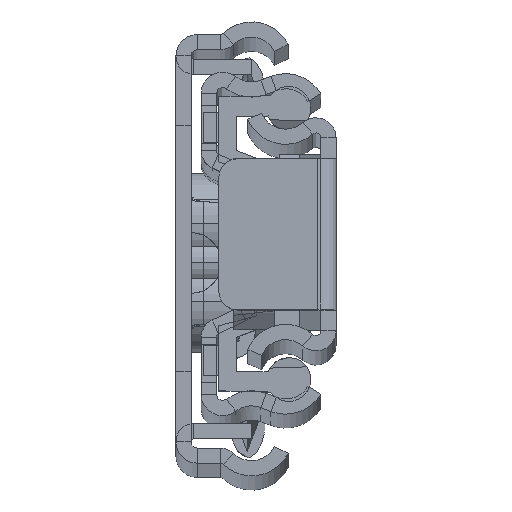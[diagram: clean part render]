
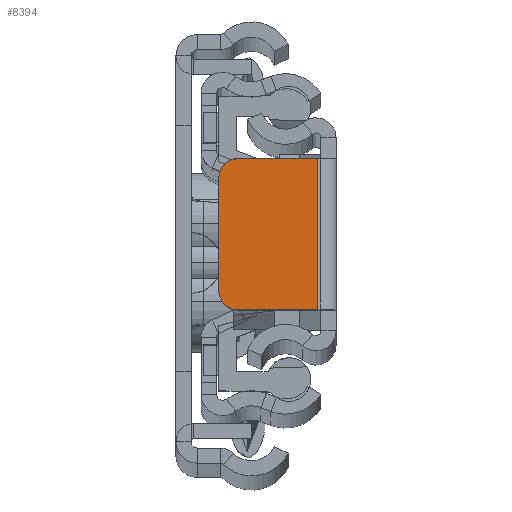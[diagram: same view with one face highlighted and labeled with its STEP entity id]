
A CAD part, top view. The second image highlights one B-rep face of the part: STEP entity #8394.
In plain terms, the highlighted planar face has unit normal (0, 0, 1).
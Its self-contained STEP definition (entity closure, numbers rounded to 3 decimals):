
#29 = VERTEX_POINT ( 'NONE', #21399 ) ;
#219 = CIRCLE ( 'NONE', #7812, 1.5 ) ;
#383 = DIRECTION ( 'NONE',  ( 0., 0., -1. ) ) ;
#1057 = VECTOR ( 'NONE', #8502, 1000. ) ;
#1745 = ORIENTED_EDGE ( 'NONE', *, *, #16013, .T. ) ;
#2323 = DIRECTION ( 'NONE',  ( 0., -1., 0. ) ) ;
#3212 = EDGE_CURVE ( 'NONE', #19839, #13475, #8839, .T. ) ;
#3981 = DIRECTION ( 'NONE',  ( -1., 0., 0. ) ) ;
#4845 = ORIENTED_EDGE ( 'NONE', *, *, #19349, .T. ) ;
#5035 = DIRECTION ( 'NONE',  ( 0., 0., 1. ) ) ;
#5178 = VECTOR ( 'NONE', #13509, 1000. ) ;
#5590 = VERTEX_POINT ( 'NONE', #18488 ) ;
#5691 = FACE_OUTER_BOUND ( 'NONE', #17735, .T. ) ;
#6092 = CIRCLE ( 'NONE', #17275, 1.5 ) ;
#6880 = VERTEX_POINT ( 'NONE', #7737 ) ;
#7016 = DIRECTION ( 'NONE',  ( -1., 0., 0. ) ) ;
#7737 = CARTESIAN_POINT ( 'NONE',  ( -7.8, 6., 0. ) ) ;
#7812 = AXIS2_PLACEMENT_3D ( 'NONE', #8600, #20901, #7016 ) ;
#7893 = CARTESIAN_POINT ( 'NONE',  ( -7.8, -6., 0. ) ) ;
#7941 = EDGE_CURVE ( 'NONE', #5590, #12959, #6092, .T. ) ;
#8394 = ADVANCED_FACE ( 'NONE', ( #5691 ), #21277, .F. ) ;
#8502 = DIRECTION ( 'NONE',  ( 0., -1., 0. ) ) ;
#8600 = CARTESIAN_POINT ( 'NONE',  ( -7.8, 4.5, 0. ) ) ;
#8839 = LINE ( 'NONE', #15727, #1057 ) ;
#9191 = EDGE_CURVE ( 'NONE', #29, #5590, #11255, .T. ) ;
#9719 = ORIENTED_EDGE ( 'NONE', *, *, #3212, .F. ) ;
#10453 = LINE ( 'NONE', #17245, #5178 ) ;
#10779 = AXIS2_PLACEMENT_3D ( 'NONE', #13119, #383, #3981 ) ;
#11255 = LINE ( 'NONE', #15892, #15507 ) ;
#11287 = VECTOR ( 'NONE', #22286, 1000. ) ;
#11902 = CARTESIAN_POINT ( 'NONE',  ( 0., 6., 0. ) ) ;
#11937 = DIRECTION ( 'NONE',  ( -1., 0., 0. ) ) ;
#12092 = CARTESIAN_POINT ( 'NONE',  ( -1.45, 6., 0. ) ) ;
#12959 = VERTEX_POINT ( 'NONE', #7893 ) ;
#13119 = CARTESIAN_POINT ( 'NONE',  ( 0., 0., 0. ) ) ;
#13153 = EDGE_CURVE ( 'NONE', #12959, #13475, #10453, .T. ) ;
#13475 = VERTEX_POINT ( 'NONE', #16445 ) ;
#13479 = ORIENTED_EDGE ( 'NONE', *, *, #13153, .T. ) ;
#13509 = DIRECTION ( 'NONE',  ( 1., 0., 0. ) ) ;
#14332 = ORIENTED_EDGE ( 'NONE', *, *, #7941, .T. ) ;
#15291 = LINE ( 'NONE', #11902, #11287 ) ;
#15507 = VECTOR ( 'NONE', #2323, 1000. ) ;
#15727 = CARTESIAN_POINT ( 'NONE',  ( -1.45, -6., 0. ) ) ;
#15892 = CARTESIAN_POINT ( 'NONE',  ( -9.3, 0., 0. ) ) ;
#16013 = EDGE_CURVE ( 'NONE', #6880, #29, #219, .T. ) ;
#16445 = CARTESIAN_POINT ( 'NONE',  ( -1.45, -6., 0. ) ) ;
#17245 = CARTESIAN_POINT ( 'NONE',  ( 0., -6., 0. ) ) ;
#17275 = AXIS2_PLACEMENT_3D ( 'NONE', #20515, #5035, #11937 ) ;
#17735 = EDGE_LOOP ( 'NONE', ( #17854, #14332, #13479, #9719, #4845, #1745 ) ) ;
#17854 = ORIENTED_EDGE ( 'NONE', *, *, #9191, .T. ) ;
#18488 = CARTESIAN_POINT ( 'NONE',  ( -9.3, -4.5, 0. ) ) ;
#19349 = EDGE_CURVE ( 'NONE', #19839, #6880, #15291, .T. ) ;
#19839 = VERTEX_POINT ( 'NONE', #12092 ) ;
#20515 = CARTESIAN_POINT ( 'NONE',  ( -7.8, -4.5, 0. ) ) ;
#20901 = DIRECTION ( 'NONE',  ( 0., 0., 1. ) ) ;
#21277 = PLANE ( 'NONE',  #10779 ) ;
#21399 = CARTESIAN_POINT ( 'NONE',  ( -9.3, 4.5, 0. ) ) ;
#22286 = DIRECTION ( 'NONE',  ( -1., 0., 0. ) ) ;
